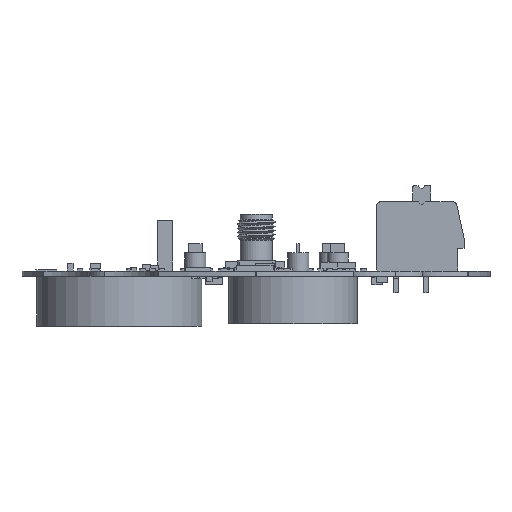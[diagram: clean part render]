
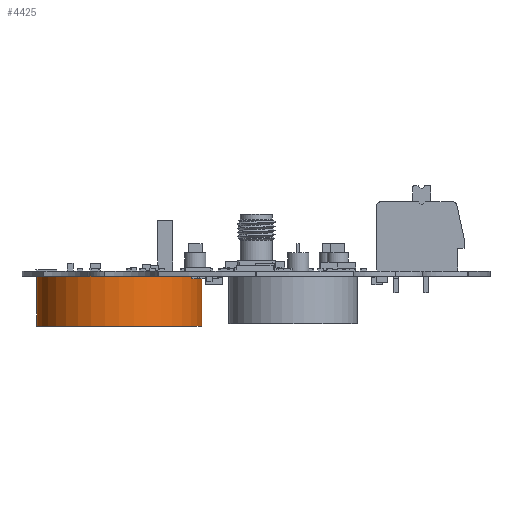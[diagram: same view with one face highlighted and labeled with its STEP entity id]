
A CAD part, left-side view. The second image highlights one B-rep face of the part: STEP entity #4425.
In plain terms, the highlighted cylindrical face has radius 13.85 mm (diameter 27.7 mm), a full revolution.
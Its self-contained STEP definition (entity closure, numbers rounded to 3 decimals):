
#4425 = ADVANCED_FACE('',(#4426),#4453,.T.);
#4426 = FACE_BOUND('',#4427,.T.);
#4427 = EDGE_LOOP('',(#4428,#4437,#4445,#4452));
#4428 = ORIENTED_EDGE('',*,*,#4429,.T.);
#4429 = EDGE_CURVE('',#4430,#4430,#4432,.T.);
#4430 = VERTEX_POINT('',#4431);
#4431 = CARTESIAN_POINT('',(13.85,0.,0.));
#4432 = CIRCLE('',#4433,13.85);
#4433 = AXIS2_PLACEMENT_3D('',#4434,#4435,#4436);
#4434 = CARTESIAN_POINT('',(0.,0.,0.));
#4435 = DIRECTION('',(0.,0.,1.));
#4436 = DIRECTION('',(1.,0.,0.));
#4437 = ORIENTED_EDGE('',*,*,#4438,.T.);
#4438 = EDGE_CURVE('',#4430,#4439,#4441,.T.);
#4439 = VERTEX_POINT('',#4440);
#4440 = CARTESIAN_POINT('',(13.85,0.,8.38));
#4441 = LINE('',#4442,#4443);
#4442 = CARTESIAN_POINT('',(13.85,0.,0.));
#4443 = VECTOR('',#4444,1.);
#4444 = DIRECTION('',(0.,0.,1.));
#4445 = ORIENTED_EDGE('',*,*,#4446,.F.);
#4446 = EDGE_CURVE('',#4439,#4439,#4447,.T.);
#4447 = CIRCLE('',#4448,13.85);
#4448 = AXIS2_PLACEMENT_3D('',#4449,#4450,#4451);
#4449 = CARTESIAN_POINT('',(0.,0.,8.38));
#4450 = DIRECTION('',(0.,0.,1.));
#4451 = DIRECTION('',(1.,0.,0.));
#4452 = ORIENTED_EDGE('',*,*,#4438,.F.);
#4453 = CYLINDRICAL_SURFACE('',#4454,13.85);
#4454 = AXIS2_PLACEMENT_3D('',#4455,#4456,#4457);
#4455 = CARTESIAN_POINT('',(0.,0.,0.));
#4456 = DIRECTION('',(0.,0.,-1.));
#4457 = DIRECTION('',(1.,0.,0.));
